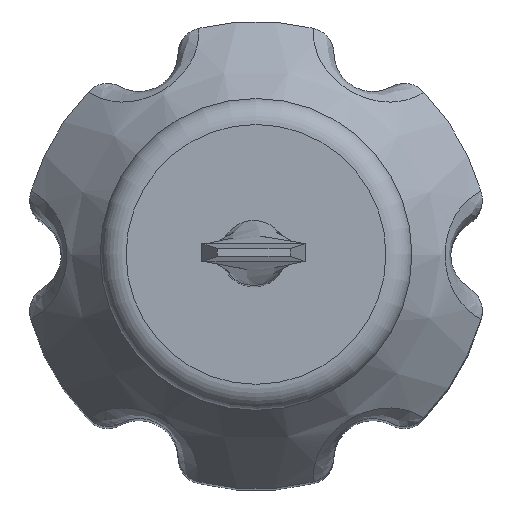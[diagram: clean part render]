
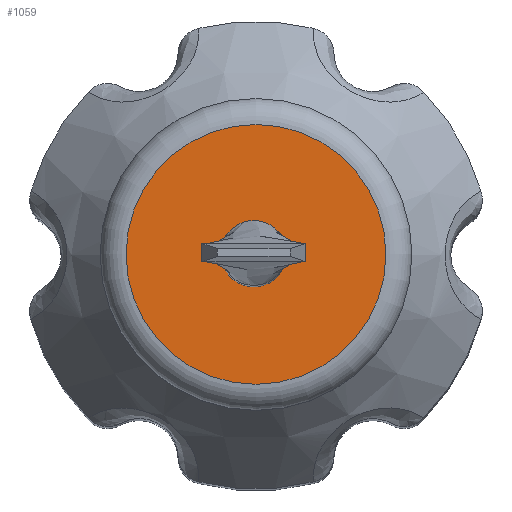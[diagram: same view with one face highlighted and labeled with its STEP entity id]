
A CAD part, top view. The second image highlights one B-rep face of the part: STEP entity #1059.
In plain terms, the highlighted planar face has unit normal (0, 0, 1).
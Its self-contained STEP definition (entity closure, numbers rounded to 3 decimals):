
#83=FACE_BOUND('',#296,.T.);
#84=PLANE('',#1146);
#235=FACE_OUTER_BOUND('',#295,.T.);
#295=EDGE_LOOP('',(#686,#687));
#296=EDGE_LOOP('',(#688));
#354=CIRCLE('',#1138,25.);
#358=CIRCLE('',#1142,25.);
#361=CIRCLE('',#1147,6.25);
#409=VERTEX_POINT('',#1494);
#410=VERTEX_POINT('',#1495);
#415=VERTEX_POINT('',#1510);
#513=EDGE_CURVE('',#409,#410,#354,.T.);
#517=EDGE_CURVE('',#410,#409,#358,.T.);
#521=EDGE_CURVE('',#415,#415,#361,.T.);
#686=ORIENTED_EDGE('',*,*,#513,.F.);
#687=ORIENTED_EDGE('',*,*,#517,.F.);
#688=ORIENTED_EDGE('',*,*,#521,.F.);
#1059=ADVANCED_FACE('',(#235,#83),#84,.T.);
#1138=AXIS2_PLACEMENT_3D('',#1496,#1240,#1241);
#1142=AXIS2_PLACEMENT_3D('',#1502,#1248,#1249);
#1146=AXIS2_PLACEMENT_3D('',#1509,#1257,#1258);
#1147=AXIS2_PLACEMENT_3D('',#1511,#1259,#1260);
#1240=DIRECTION('center_axis',(0.,0.,-1.));
#1241=DIRECTION('ref_axis',(-1.,0.,0.));
#1248=DIRECTION('center_axis',(0.,0.,-1.));
#1249=DIRECTION('ref_axis',(-1.,0.,0.));
#1257=DIRECTION('center_axis',(0.,0.,1.));
#1258=DIRECTION('ref_axis',(1.,0.,0.));
#1259=DIRECTION('center_axis',(0.,0.,1.));
#1260=DIRECTION('ref_axis',(1.,0.,0.));
#1494=CARTESIAN_POINT('',(25.413,0.,-180.));
#1495=CARTESIAN_POINT('',(-24.587,0.,-180.));
#1496=CARTESIAN_POINT('Origin',(0.413,0.,-180.));
#1502=CARTESIAN_POINT('Origin',(0.413,0.,-180.));
#1509=CARTESIAN_POINT('Origin',(0.413,0.,-180.));
#1510=CARTESIAN_POINT('',(-6.25,0.,-180.));
#1511=CARTESIAN_POINT('Origin',(0.,0.,-180.));
